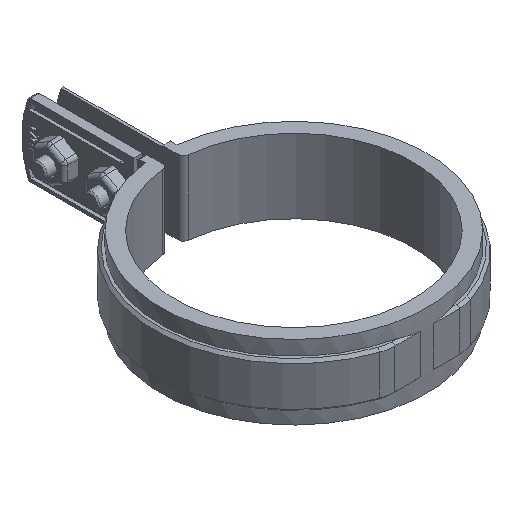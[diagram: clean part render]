
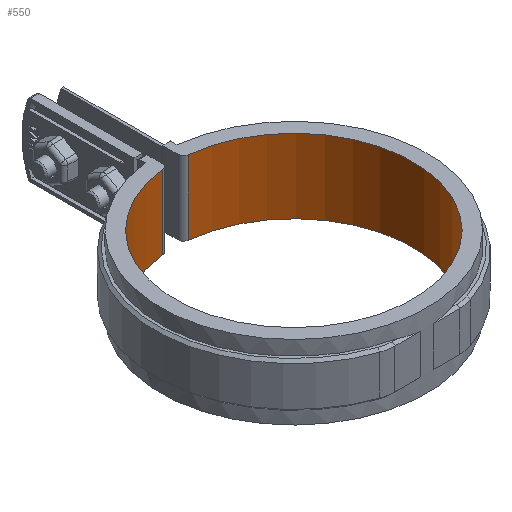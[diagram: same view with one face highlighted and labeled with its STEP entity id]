
A CAD part, isometric view. The second image highlights one B-rep face of the part: STEP entity #550.
In plain terms, the highlighted cylindrical face has radius 45 mm (diameter 90 mm), a partial arc.
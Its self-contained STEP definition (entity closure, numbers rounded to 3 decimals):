
#550 = ADVANCED_FACE( '', ( #1030 ), #1031, .F. );
#1030 = FACE_OUTER_BOUND( '', #2390, .T. );
#1031 = CYLINDRICAL_SURFACE( '', #2391, 45. );
#2390 = EDGE_LOOP( '', ( #5086, #5087, #5088, #5089 ) );
#2391 = AXIS2_PLACEMENT_3D( '', #5090, #5091, #5092 );
#5086 = ORIENTED_EDGE( '', *, *, #7884, .T. );
#5087 = ORIENTED_EDGE( '', *, *, #7885, .F. );
#5088 = ORIENTED_EDGE( '', *, *, #7886, .F. );
#5089 = ORIENTED_EDGE( '', *, *, #7837, .T. );
#5090 = CARTESIAN_POINT( '', ( 0., 0., 14. ) );
#5091 = DIRECTION( '', ( 0., 0., 1. ) );
#5092 = DIRECTION( '', ( 0.106, 0.994, 0. ) );
#7837 = EDGE_CURVE( '', #9058, #9056, #9059, .T. );
#7884 = EDGE_CURVE( '', #9056, #9136, #9137, .T. );
#7885 = EDGE_CURVE( '', #9138, #9136, #9139, .T. );
#7886 = EDGE_CURVE( '', #9058, #9138, #9140, .T. );
#9056 = VERTEX_POINT( '', #12769 );
#9058 = VERTEX_POINT( '', #12771 );
#9059 = LINE( '', #12772, #12773 );
#9136 = VERTEX_POINT( '', #12958 );
#9137 = CIRCLE( '', #12959, 45. );
#9138 = VERTEX_POINT( '', #12960 );
#9139 = LINE( '', #12961, #12962 );
#9140 = CIRCLE( '', #12963, 45. );
#12769 = CARTESIAN_POINT( '', ( 4.787, 44.745, -14. ) );
#12771 = CARTESIAN_POINT( '', ( 4.787, 44.745, 14. ) );
#12772 = CARTESIAN_POINT( '', ( 4.787, 44.745, 14. ) );
#12773 = VECTOR( '', #14948, 1000. );
#12958 = CARTESIAN_POINT( '', ( -4.787, 44.745, -14. ) );
#12959 = AXIS2_PLACEMENT_3D( '', #14991, #14992, #14993 );
#12960 = CARTESIAN_POINT( '', ( -4.787, 44.745, 14. ) );
#12961 = CARTESIAN_POINT( '', ( -4.787, 44.745, 14. ) );
#12962 = VECTOR( '', #14994, 1000. );
#12963 = AXIS2_PLACEMENT_3D( '', #14995, #14996, #14997 );
#14948 = DIRECTION( '', ( 0., 0., -1. ) );
#14991 = CARTESIAN_POINT( '', ( 0., 0., -14. ) );
#14992 = DIRECTION( '', ( 0., 0., -1. ) );
#14993 = DIRECTION( '', ( 1., 0., 0. ) );
#14994 = DIRECTION( '', ( 0., 0., -1. ) );
#14995 = CARTESIAN_POINT( '', ( 0., 0., 14. ) );
#14996 = DIRECTION( '', ( 0., 0., -1. ) );
#14997 = DIRECTION( '', ( 1., 0., 0. ) );
